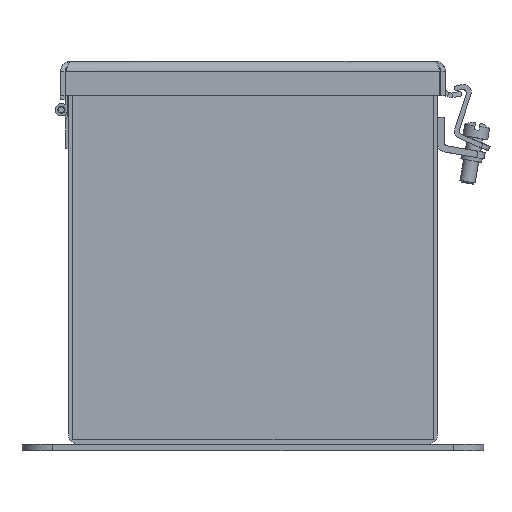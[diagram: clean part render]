
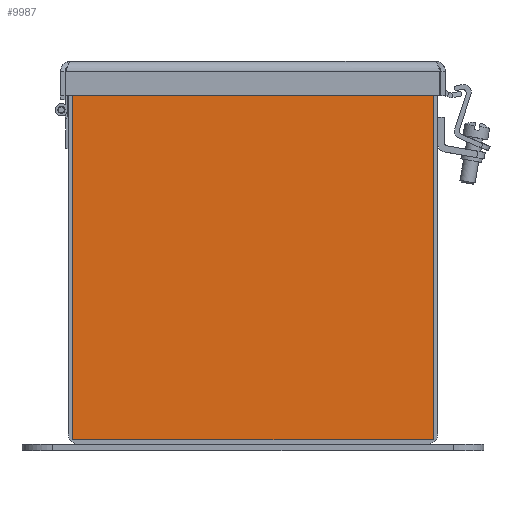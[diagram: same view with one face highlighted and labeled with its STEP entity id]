
A CAD part, left-side view. The second image highlights one B-rep face of the part: STEP entity #9987.
In plain terms, the highlighted planar face has unit normal (-1, 0, 0).
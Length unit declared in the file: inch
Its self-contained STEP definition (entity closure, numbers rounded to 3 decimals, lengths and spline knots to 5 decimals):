
#32 = EDGE_CURVE ( 'NONE', #15565, #7818, #10494, .T. ) ;
#47 = VERTEX_POINT ( 'NONE', #9562 ) ;
#370 = LINE ( 'NONE', #5272, #5208 ) ;
#459 = VERTEX_POINT ( 'NONE', #12126 ) ;
#476 = DIRECTION ( 'NONE',  ( 0., 0., 1. ) ) ;
#595 = CARTESIAN_POINT ( 'NONE',  ( -6., 0., 4.58225 ) ) ;
#720 = CARTESIAN_POINT ( 'NONE',  ( -6., 0., 4.676 ) ) ;
#724 = CARTESIAN_POINT ( 'NONE',  ( -6., 2.4275, 4.58205 ) ) ;
#749 = CARTESIAN_POINT ( 'NONE',  ( -6., -2.4275, 4.58225 ) ) ;
#1107 = DIRECTION ( 'NONE',  ( 0., -1., 0. ) ) ;
#1609 = CARTESIAN_POINT ( 'NONE',  ( -6., -2.926, 4.676 ) ) ;
#1620 = ORIENTED_EDGE ( 'NONE', *, *, #20722, .F. ) ;
#1725 = EDGE_CURVE ( 'NONE', #459, #19455, #5896, .T. ) ;
#1910 = LINE ( 'NONE', #720, #8769 ) ;
#1984 = CARTESIAN_POINT ( 'NONE',  ( -6., 2.4275, 4.676 ) ) ;
#3297 = VERTEX_POINT ( 'NONE', #1609 ) ;
#3321 = CARTESIAN_POINT ( 'NONE',  ( -6., 2.4277, 4.58205 ) ) ;
#3582 = LINE ( 'NONE', #7046, #15676 ) ;
#3640 = VECTOR ( 'NONE', #13734, 39.37008 ) ;
#3924 = LINE ( 'NONE', #19968, #13356 ) ;
#4185 = EDGE_CURVE ( 'NONE', #47, #18900, #3924, .T. ) ;
#4190 = ORIENTED_EDGE ( 'NONE', *, *, #7330, .T. ) ;
#4260 = VECTOR ( 'NONE', #14102, 39.37008 ) ;
#4416 = DIRECTION ( 'NONE',  ( 0., 0., 1. ) ) ;
#4911 = VERTEX_POINT ( 'NONE', #11720 ) ;
#5208 = VECTOR ( 'NONE', #11769, 39.37008 ) ;
#5272 = CARTESIAN_POINT ( 'NONE',  ( -6., 2.926, 1.75 ) ) ;
#5614 = DIRECTION ( 'NONE',  ( 0., 0., -1. ) ) ;
#5885 = EDGE_CURVE ( 'NONE', #19455, #3297, #1910, .T. ) ;
#5896 = LINE ( 'NONE', #12274, #20657 ) ;
#6079 = CARTESIAN_POINT ( 'NONE',  ( -6., 0., -1.176 ) ) ;
#6328 = PLANE ( 'NONE',  #6589 ) ;
#6457 = CARTESIAN_POINT ( 'NONE',  ( -6., -2.926, -1.176 ) ) ;
#6563 = ORIENTED_EDGE ( 'NONE', *, *, #20099, .F. ) ;
#6589 = AXIS2_PLACEMENT_3D ( 'NONE', #12703, #15625, #19107 ) ;
#6669 = LINE ( 'NONE', #1984, #10856 ) ;
#7046 = CARTESIAN_POINT ( 'NONE',  ( -6., -2.4275, 4.58205 ) ) ;
#7165 = VECTOR ( 'NONE', #1107, 39.37008 ) ;
#7330 = EDGE_CURVE ( 'NONE', #459, #18716, #15436, .T. ) ;
#7533 = LINE ( 'NONE', #17179, #3640 ) ;
#7693 = VECTOR ( 'NONE', #11179, 39.37008 ) ;
#7818 = VERTEX_POINT ( 'NONE', #749 ) ;
#8769 = VECTOR ( 'NONE', #10528, 39.37008 ) ;
#8876 = EDGE_CURVE ( 'NONE', #15565, #9348, #6669, .T. ) ;
#8956 = LINE ( 'NONE', #15336, #13651 ) ;
#9145 = LINE ( 'NONE', #15526, #7165 ) ;
#9186 = VERTEX_POINT ( 'NONE', #16892 ) ;
#9203 = ORIENTED_EDGE ( 'NONE', *, *, #8876, .T. ) ;
#9348 = VERTEX_POINT ( 'NONE', #724 ) ;
#9562 = CARTESIAN_POINT ( 'NONE',  ( -6., 2.4277, 4.676 ) ) ;
#9622 = LINE ( 'NONE', #6079, #7693 ) ;
#9987 = ADVANCED_FACE ( 'NONE', ( #17633 ), #6328, .F. ) ;
#10494 = LINE ( 'NONE', #595, #17764 ) ;
#10528 = DIRECTION ( 'NONE',  ( 0., -1., 0. ) ) ;
#10643 = EDGE_CURVE ( 'NONE', #18716, #7818, #3582, .T. ) ;
#10856 = VECTOR ( 'NONE', #11469, 39.37008 ) ;
#10891 = CARTESIAN_POINT ( 'NONE',  ( -6., -2.4275, 4.58205 ) ) ;
#11170 = EDGE_CURVE ( 'NONE', #9348, #18900, #7533, .T. ) ;
#11179 = DIRECTION ( 'NONE',  ( 0., 1., 0. ) ) ;
#11469 = DIRECTION ( 'NONE',  ( 0., 0., -1. ) ) ;
#11623 = EDGE_CURVE ( 'NONE', #20527, #4911, #9622, .T. ) ;
#11672 = DIRECTION ( 'NONE',  ( 0., -1., 0. ) ) ;
#11720 = CARTESIAN_POINT ( 'NONE',  ( -6., 2.926, -1.176 ) ) ;
#11733 = ORIENTED_EDGE ( 'NONE', *, *, #13419, .F. ) ;
#11769 = DIRECTION ( 'NONE',  ( 0., 0., 1. ) ) ;
#12089 = CARTESIAN_POINT ( 'NONE',  ( -6., -2.4277, 4.58205 ) ) ;
#12126 = CARTESIAN_POINT ( 'NONE',  ( -6., -2.4277, 4.58205 ) ) ;
#12274 = CARTESIAN_POINT ( 'NONE',  ( -6., -2.4277, 1.75 ) ) ;
#12288 = ORIENTED_EDGE ( 'NONE', *, *, #1725, .F. ) ;
#12375 = ORIENTED_EDGE ( 'NONE', *, *, #11623, .F. ) ;
#12530 = ORIENTED_EDGE ( 'NONE', *, *, #5885, .F. ) ;
#12703 = CARTESIAN_POINT ( 'NONE',  ( -6., 0., 1.75 ) ) ;
#12704 = ORIENTED_EDGE ( 'NONE', *, *, #11170, .T. ) ;
#13356 = VECTOR ( 'NONE', #5614, 39.37008 ) ;
#13419 = EDGE_CURVE ( 'NONE', #3297, #20527, #8956, .T. ) ;
#13651 = VECTOR ( 'NONE', #16823, 39.37008 ) ;
#13734 = DIRECTION ( 'NONE',  ( 0., 1., 0. ) ) ;
#14102 = DIRECTION ( 'NONE',  ( 0., 1., 0. ) ) ;
#14228 = EDGE_LOOP ( 'NONE', ( #4190, #17781, #18120, #9203, #12704, #14874, #6563, #1620, #12375, #11733, #12530, #12288 ) ) ;
#14874 = ORIENTED_EDGE ( 'NONE', *, *, #4185, .F. ) ;
#15336 = CARTESIAN_POINT ( 'NONE',  ( -6., -2.926, 1.75 ) ) ;
#15358 = CARTESIAN_POINT ( 'NONE',  ( -6., 2.4275, 4.58225 ) ) ;
#15427 = CARTESIAN_POINT ( 'NONE',  ( -6., -2.4277, 4.676 ) ) ;
#15436 = LINE ( 'NONE', #12089, #4260 ) ;
#15526 = CARTESIAN_POINT ( 'NONE',  ( -6., 0., 4.676 ) ) ;
#15565 = VERTEX_POINT ( 'NONE', #15358 ) ;
#15625 = DIRECTION ( 'NONE',  ( 1., 0., 0. ) ) ;
#15676 = VECTOR ( 'NONE', #476, 39.37008 ) ;
#16823 = DIRECTION ( 'NONE',  ( 0., 0., -1. ) ) ;
#16892 = CARTESIAN_POINT ( 'NONE',  ( -6., 2.926, 4.676 ) ) ;
#17179 = CARTESIAN_POINT ( 'NONE',  ( -6., 2.4275, 4.58205 ) ) ;
#17633 = FACE_OUTER_BOUND ( 'NONE', #14228, .T. ) ;
#17764 = VECTOR ( 'NONE', #11672, 39.37008 ) ;
#17781 = ORIENTED_EDGE ( 'NONE', *, *, #10643, .T. ) ;
#18120 = ORIENTED_EDGE ( 'NONE', *, *, #32, .F. ) ;
#18716 = VERTEX_POINT ( 'NONE', #10891 ) ;
#18900 = VERTEX_POINT ( 'NONE', #3321 ) ;
#19107 = DIRECTION ( 'NONE',  ( 0., 1., 0. ) ) ;
#19455 = VERTEX_POINT ( 'NONE', #15427 ) ;
#19968 = CARTESIAN_POINT ( 'NONE',  ( -6., 2.4277, 1.75 ) ) ;
#20099 = EDGE_CURVE ( 'NONE', #9186, #47, #9145, .T. ) ;
#20527 = VERTEX_POINT ( 'NONE', #6457 ) ;
#20657 = VECTOR ( 'NONE', #4416, 39.37008 ) ;
#20722 = EDGE_CURVE ( 'NONE', #4911, #9186, #370, .T. ) ;
